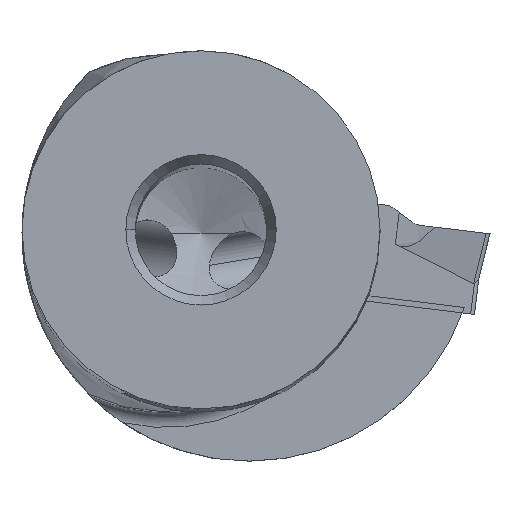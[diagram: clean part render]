
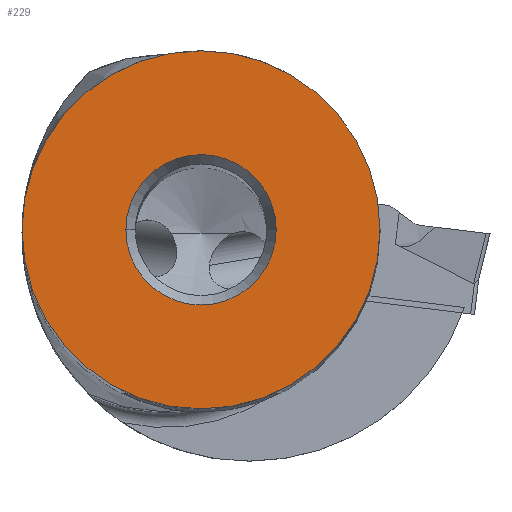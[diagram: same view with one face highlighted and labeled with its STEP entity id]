
A CAD part, top view. The second image highlights one B-rep face of the part: STEP entity #229.
In plain terms, the highlighted planar face has unit normal (0, 0, 1).
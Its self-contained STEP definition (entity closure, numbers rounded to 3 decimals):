
#57=FACE_BOUND('',#541,.T.);
#58=FACE_BOUND('',#542,.T.);
#229=ADVANCED_FACE('',(#57,#58),#327,.T.);
#327=PLANE('',#2929);
#541=EDGE_LOOP('',(#1037,#1038));
#542=EDGE_LOOP('',(#1039,#1040));
#1037=ORIENTED_EDGE('',*,*,#1880,.F.);
#1038=ORIENTED_EDGE('',*,*,#1875,.F.);
#1039=ORIENTED_EDGE('',*,*,#1881,.F.);
#1040=ORIENTED_EDGE('',*,*,#1882,.F.);
#1549=VERTEX_POINT('',#5011);
#1550=VERTEX_POINT('',#5013);
#1555=VERTEX_POINT('',#5026);
#1556=VERTEX_POINT('',#5027);
#1875=EDGE_CURVE('',#1550,#1549,#2227,.T.);
#1880=EDGE_CURVE('',#1549,#1550,#2228,.T.);
#1881=EDGE_CURVE('',#1555,#1556,#2229,.T.);
#1882=EDGE_CURVE('',#1556,#1555,#2230,.T.);
#2227=CIRCLE('',#2922,9.525);
#2228=CIRCLE('',#2926,9.525);
#2229=CIRCLE('',#2927,4.);
#2230=CIRCLE('',#2928,4.);
#2922=AXIS2_PLACEMENT_3D('',#5014,#3405,#3406);
#2926=AXIS2_PLACEMENT_3D('',#5024,#3415,#3416);
#2927=AXIS2_PLACEMENT_3D('',#5025,#3417,#3418);
#2928=AXIS2_PLACEMENT_3D('',#5028,#3419,#3420);
#2929=AXIS2_PLACEMENT_3D('',#5029,#3421,#3422);
#3405=DIRECTION('',(0.,0.,-1.));
#3406=DIRECTION('',(1.,0.,0.));
#3415=DIRECTION('',(0.,0.,-1.));
#3416=DIRECTION('',(-1.,0.,0.));
#3417=DIRECTION('',(0.,0.,1.));
#3418=DIRECTION('',(-1.,0.,0.));
#3419=DIRECTION('',(0.,0.,1.));
#3420=DIRECTION('',(1.,0.,0.));
#3421=DIRECTION('',(0.,0.,1.));
#3422=DIRECTION('',(1.,0.,0.));
#5011=CARTESIAN_POINT('',(-9.525,0.,0.));
#5013=CARTESIAN_POINT('',(9.525,0.,0.));
#5014=CARTESIAN_POINT('',(0.,0.,0.));
#5024=CARTESIAN_POINT('',(0.,0.,0.));
#5025=CARTESIAN_POINT('',(0.,0.,0.));
#5026=CARTESIAN_POINT('',(-4.,0.,0.));
#5027=CARTESIAN_POINT('',(4.,0.,0.));
#5028=CARTESIAN_POINT('',(0.,0.,0.));
#5029=CARTESIAN_POINT('',(0.,0.,0.));
